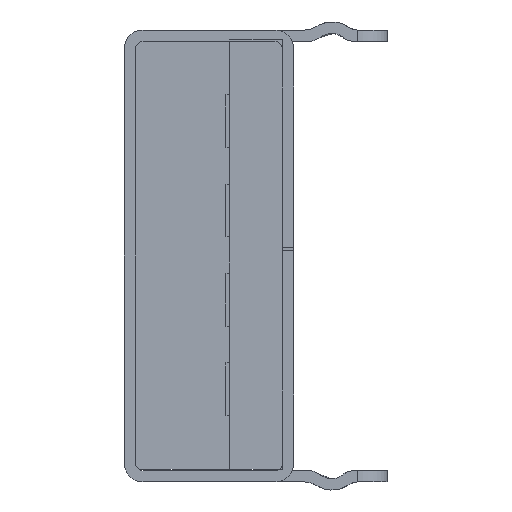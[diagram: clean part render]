
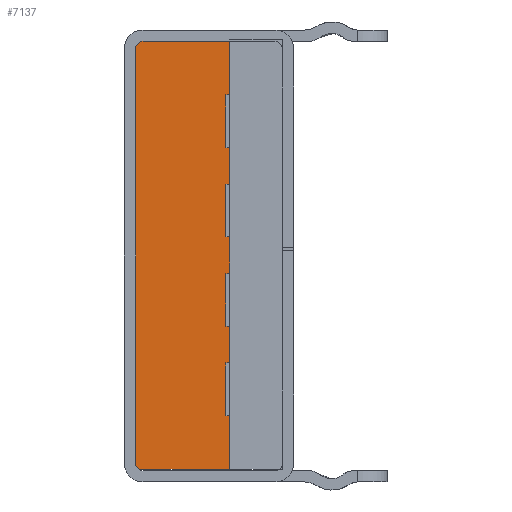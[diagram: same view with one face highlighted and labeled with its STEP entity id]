
A CAD part, left-side view. The second image highlights one B-rep face of the part: STEP entity #7137.
In plain terms, the highlighted planar face has unit normal (-1, 0, 0).
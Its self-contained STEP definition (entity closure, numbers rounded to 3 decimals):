
#6897 = VERTEX_POINT('',#6898);
#6898 = CARTESIAN_POINT('',(39.,4.25,30.34));
#6907 = PLANE('',#6908);
#6908 = AXIS2_PLACEMENT_3D('',#6909,#6910,#6911);
#6909 = CARTESIAN_POINT('',(44.,4.25,36.04));
#6910 = DIRECTION('',(0.,-1.,0.));
#6911 = DIRECTION('',(0.,0.,-1.));
#6919 = PLANE('',#6920);
#6920 = AXIS2_PLACEMENT_3D('',#6921,#6922,#6923);
#6921 = CARTESIAN_POINT('',(44.,3.05,30.34));
#6922 = DIRECTION('',(0.,0.,1.));
#6923 = DIRECTION('',(1.,0.,0.));
#6931 = EDGE_CURVE('',#6932,#6897,#6934,.T.);
#6932 = VERTEX_POINT('',#6933);
#6933 = CARTESIAN_POINT('',(39.,4.25,41.74));
#6934 = SURFACE_CURVE('',#6935,(#6939,#6946),.PCURVE_S1.);
#6935 = LINE('',#6936,#6937);
#6936 = CARTESIAN_POINT('',(39.,4.25,36.04));
#6937 = VECTOR('',#6938,1.);
#6938 = DIRECTION('',(0.,0.,-1.));
#6939 = PCURVE('',#6907,#6940);
#6940 = DEFINITIONAL_REPRESENTATION('',(#6941),#6945);
#6941 = LINE('',#6942,#6943);
#6942 = CARTESIAN_POINT('',(0.,-5.));
#6943 = VECTOR('',#6944,1.);
#6944 = DIRECTION('',(1.,0.));
#6945 = ( GEOMETRIC_REPRESENTATION_CONTEXT(2) 
PARAMETRIC_REPRESENTATION_CONTEXT() REPRESENTATION_CONTEXT('2D SPACE',''
  ) );
#6946 = PCURVE('',#6947,#6952);
#6947 = PLANE('',#6948);
#6948 = AXIS2_PLACEMENT_3D('',#6949,#6950,#6951);
#6949 = CARTESIAN_POINT('',(39.,3.05,36.04));
#6950 = DIRECTION('',(1.,0.,0.));
#6951 = DIRECTION('',(0.,0.,-1.));
#6952 = DEFINITIONAL_REPRESENTATION('',(#6953),#6957);
#6953 = LINE('',#6954,#6955);
#6954 = CARTESIAN_POINT('',(0.,1.2));
#6955 = VECTOR('',#6956,1.);
#6956 = DIRECTION('',(1.,0.));
#6957 = ( GEOMETRIC_REPRESENTATION_CONTEXT(2) 
PARAMETRIC_REPRESENTATION_CONTEXT() REPRESENTATION_CONTEXT('2D SPACE',''
  ) );
#6975 = PLANE('',#6976);
#6976 = AXIS2_PLACEMENT_3D('',#6977,#6978,#6979);
#6977 = CARTESIAN_POINT('',(44.,3.05,41.74));
#6978 = DIRECTION('',(0.,0.,-1.));
#6979 = DIRECTION('',(-1.,0.,0.));
#7055 = PLANE('',#7056);
#7056 = AXIS2_PLACEMENT_3D('',#7057,#7058,#7059);
#7057 = CARTESIAN_POINT('',(44.,1.65,36.04));
#7058 = DIRECTION('',(0.,1.,0.));
#7059 = DIRECTION('',(0.,0.,1.));
#7093 = VERTEX_POINT('',#7094);
#7094 = CARTESIAN_POINT('',(39.,1.65,30.34));
#7115 = EDGE_CURVE('',#6897,#7093,#7116,.T.);
#7116 = SURFACE_CURVE('',#7117,(#7121,#7128),.PCURVE_S1.);
#7117 = LINE('',#7118,#7119);
#7118 = CARTESIAN_POINT('',(39.,3.05,30.34));
#7119 = VECTOR('',#7120,1.);
#7120 = DIRECTION('',(0.,-1.,0.));
#7121 = PCURVE('',#6919,#7122);
#7122 = DEFINITIONAL_REPRESENTATION('',(#7123),#7127);
#7123 = LINE('',#7124,#7125);
#7124 = CARTESIAN_POINT('',(-5.,0.));
#7125 = VECTOR('',#7126,1.);
#7126 = DIRECTION('',(0.,-1.));
#7127 = ( GEOMETRIC_REPRESENTATION_CONTEXT(2) 
PARAMETRIC_REPRESENTATION_CONTEXT() REPRESENTATION_CONTEXT('2D SPACE',''
  ) );
#7128 = PCURVE('',#6947,#7129);
#7129 = DEFINITIONAL_REPRESENTATION('',(#7130),#7134);
#7130 = LINE('',#7131,#7132);
#7131 = CARTESIAN_POINT('',(5.7,0.));
#7132 = VECTOR('',#7133,1.);
#7133 = DIRECTION('',(0.,-1.));
#7134 = ( GEOMETRIC_REPRESENTATION_CONTEXT(2) 
PARAMETRIC_REPRESENTATION_CONTEXT() REPRESENTATION_CONTEXT('2D SPACE',''
  ) );
#7137 = ADVANCED_FACE('',(#7138),#6947,.F.);
#7138 = FACE_BOUND('',#7139,.T.);
#7139 = EDGE_LOOP('',(#7140,#7141,#7164,#7185));
#7140 = ORIENTED_EDGE('',*,*,#7115,.T.);
#7141 = ORIENTED_EDGE('',*,*,#7142,.F.);
#7142 = EDGE_CURVE('',#7143,#7093,#7145,.T.);
#7143 = VERTEX_POINT('',#7144);
#7144 = CARTESIAN_POINT('',(39.,1.65,41.74));
#7145 = SURFACE_CURVE('',#7146,(#7150,#7157),.PCURVE_S1.);
#7146 = LINE('',#7147,#7148);
#7147 = CARTESIAN_POINT('',(39.,1.65,36.04));
#7148 = VECTOR('',#7149,1.);
#7149 = DIRECTION('',(0.,0.,-1.));
#7150 = PCURVE('',#6947,#7151);
#7151 = DEFINITIONAL_REPRESENTATION('',(#7152),#7156);
#7152 = LINE('',#7153,#7154);
#7153 = CARTESIAN_POINT('',(0.,-1.4));
#7154 = VECTOR('',#7155,1.);
#7155 = DIRECTION('',(1.,0.));
#7156 = ( GEOMETRIC_REPRESENTATION_CONTEXT(2) 
PARAMETRIC_REPRESENTATION_CONTEXT() REPRESENTATION_CONTEXT('2D SPACE',''
  ) );
#7157 = PCURVE('',#7055,#7158);
#7158 = DEFINITIONAL_REPRESENTATION('',(#7159),#7163);
#7159 = LINE('',#7160,#7161);
#7160 = CARTESIAN_POINT('',(0.,-5.));
#7161 = VECTOR('',#7162,1.);
#7162 = DIRECTION('',(-1.,0.));
#7163 = ( GEOMETRIC_REPRESENTATION_CONTEXT(2) 
PARAMETRIC_REPRESENTATION_CONTEXT() REPRESENTATION_CONTEXT('2D SPACE',''
  ) );
#7164 = ORIENTED_EDGE('',*,*,#7165,.F.);
#7165 = EDGE_CURVE('',#6932,#7143,#7166,.T.);
#7166 = SURFACE_CURVE('',#7167,(#7171,#7178),.PCURVE_S1.);
#7167 = LINE('',#7168,#7169);
#7168 = CARTESIAN_POINT('',(39.,3.05,41.74));
#7169 = VECTOR('',#7170,1.);
#7170 = DIRECTION('',(0.,-1.,0.));
#7171 = PCURVE('',#6947,#7172);
#7172 = DEFINITIONAL_REPRESENTATION('',(#7173),#7177);
#7173 = LINE('',#7174,#7175);
#7174 = CARTESIAN_POINT('',(-5.7,0.));
#7175 = VECTOR('',#7176,1.);
#7176 = DIRECTION('',(0.,-1.));
#7177 = ( GEOMETRIC_REPRESENTATION_CONTEXT(2) 
PARAMETRIC_REPRESENTATION_CONTEXT() REPRESENTATION_CONTEXT('2D SPACE',''
  ) );
#7178 = PCURVE('',#6975,#7179);
#7179 = DEFINITIONAL_REPRESENTATION('',(#7180),#7184);
#7180 = LINE('',#7181,#7182);
#7181 = CARTESIAN_POINT('',(5.,0.));
#7182 = VECTOR('',#7183,1.);
#7183 = DIRECTION('',(0.,-1.));
#7184 = ( GEOMETRIC_REPRESENTATION_CONTEXT(2) 
PARAMETRIC_REPRESENTATION_CONTEXT() REPRESENTATION_CONTEXT('2D SPACE',''
  ) );
#7185 = ORIENTED_EDGE('',*,*,#6931,.T.);
